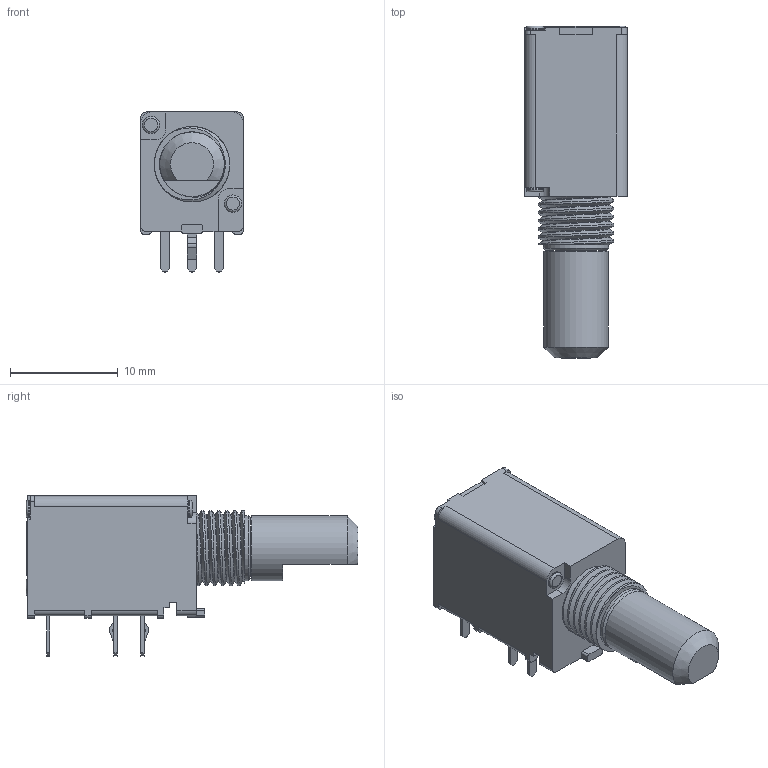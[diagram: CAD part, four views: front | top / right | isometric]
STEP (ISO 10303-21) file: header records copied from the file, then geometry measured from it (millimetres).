
FILE_DESCRIPTION(/* description */ (''),/* implementation_level */ '2;1');
FILE_NAME(/* name */ 'RK0971221Z05.step',/* time_stamp */ '2023-10-07T20:19:38-04:00',/* author */ (''),/* organization */ (''),/* preprocessor_version */ 'ST-DEVELOPER v20',/* originating_system */ 'Autodesk Translation Framework v12.14.0.127',/* authorisation */ '');
FILE_SCHEMA (('AUTOMOTIVE_DESIGN { 1 0 10303 214 3 1 1 }'));
Length unit declared in the file: millimetre
Products named in the file (1): RK0971221Z05
Bounding box: 9.5 x 30.8 x 14.85 mm (x, y, z)
Volume: 2041.3 mm3; surface area: 1322.7 mm2
Topology: 1 solids, 1 shells, 207 faces, 553 edges, 366 vertices
Faces by surface type: plane 131, cylinder 63, torus 8, bspline 3, cone 2
Full cylindrical faces by diameter (mm): 1.6 x4, 3.49 x1, 3.881 x1, 6 x1, 6.04 x1, 7 x6
Entity records: 8220 total; most frequent: CARTESIAN_POINT 2796, ORIENTED_EDGE 1106, DIRECTION 1076, EDGE_CURVE 553, LINE 392, VECTOR 392, VERTEX_POINT 366, AXIS2_PLACEMENT_3D 342
